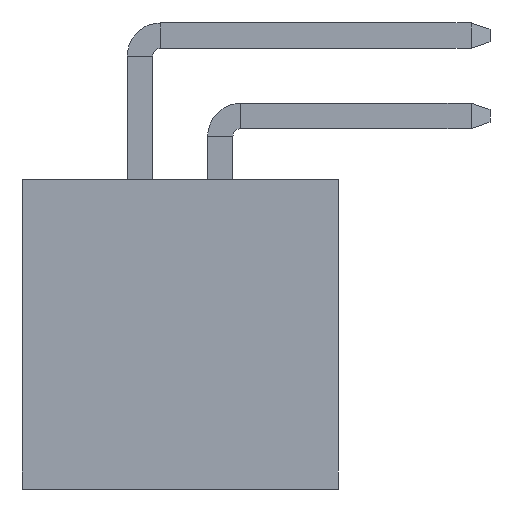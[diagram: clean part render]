
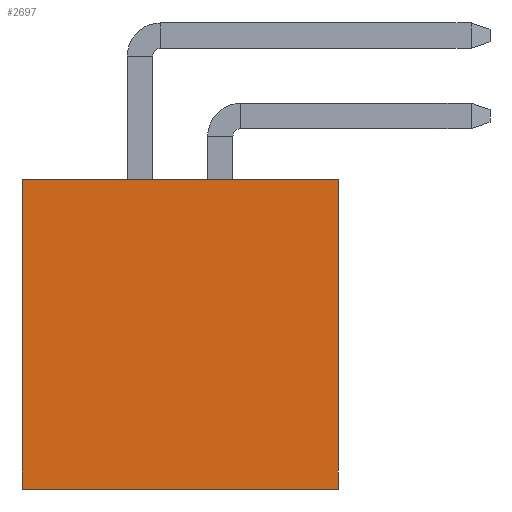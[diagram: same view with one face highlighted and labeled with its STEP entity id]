
A CAD part, front view. The second image highlights one B-rep face of the part: STEP entity #2697.
In plain terms, the highlighted planar face has unit normal (0, -1, 0).
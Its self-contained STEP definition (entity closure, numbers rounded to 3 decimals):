
#2=DIRECTION('',(0.,0.,1.));
#3=VECTOR('',#2,4.9);
#4=CARTESIAN_POINT('',(-2.5,-8.255,-2.45));
#5=LINE('',#4,#3);
#6=DIRECTION('',(1.,0.,0.));
#7=VECTOR('',#6,5.);
#8=CARTESIAN_POINT('',(-2.5,-8.255,2.45));
#9=LINE('',#8,#7);
#10=DIRECTION('',(0.,0.,-1.));
#11=VECTOR('',#10,4.9);
#12=CARTESIAN_POINT('',(2.5,-8.255,2.45));
#13=LINE('',#12,#11);
#14=DIRECTION('',(-1.,0.,0.));
#15=VECTOR('',#14,5.);
#16=CARTESIAN_POINT('',(2.5,-8.255,-2.45));
#17=LINE('',#16,#15);
#2046=CARTESIAN_POINT('',(-2.5,-8.255,-2.45));
#2047=CARTESIAN_POINT('',(-2.5,-8.255,2.45));
#2048=VERTEX_POINT('',#2046);
#2049=VERTEX_POINT('',#2047);
#2050=CARTESIAN_POINT('',(2.5,-8.255,2.45));
#2051=VERTEX_POINT('',#2050);
#2052=CARTESIAN_POINT('',(2.5,-8.255,-2.45));
#2053=VERTEX_POINT('',#2052);
#2682=CARTESIAN_POINT('',(0.,-8.255,0.));
#2683=DIRECTION('',(0.,1.,0.));
#2684=DIRECTION('',(1.,0.,0.));
#2685=AXIS2_PLACEMENT_3D('',#2682,#2683,#2684);
#2686=PLANE('',#2685);
#2688=ORIENTED_EDGE('',*,*,#2687,.T.);
#2690=ORIENTED_EDGE('',*,*,#2689,.T.);
#2692=ORIENTED_EDGE('',*,*,#2691,.T.);
#2694=ORIENTED_EDGE('',*,*,#2693,.T.);
#2695=EDGE_LOOP('',(#2688,#2690,#2692,#2694));
#2696=FACE_OUTER_BOUND('',#2695,.F.);
#2697=ADVANCED_FACE('',(#2696),#2686,.F.);
#2687=EDGE_CURVE('',#2048,#2049,#5,.T.);
#2689=EDGE_CURVE('',#2049,#2051,#9,.T.);
#2691=EDGE_CURVE('',#2051,#2053,#13,.T.);
#2693=EDGE_CURVE('',#2053,#2048,#17,.T.);
